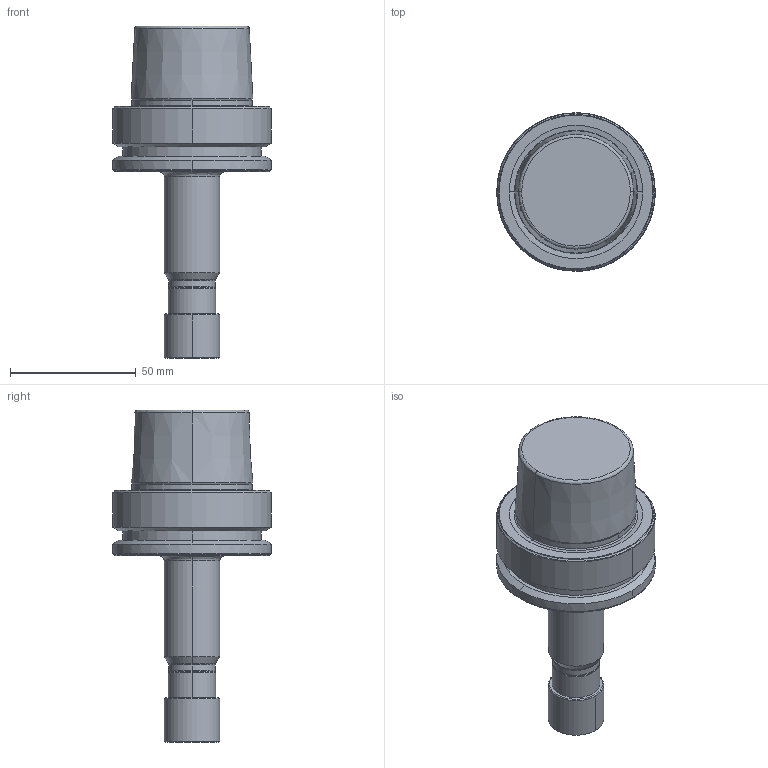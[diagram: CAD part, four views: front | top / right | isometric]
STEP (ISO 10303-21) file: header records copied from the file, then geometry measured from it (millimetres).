
FILE_DESCRIPTION (( 'STEP AP203' ), '1' );
FILE_NAME ('HSK-A 63 ER16M 100 2.5G 25000 SL.STEP', '2019-05-11T05:33:22', ( '' ), ( '' ), 'SwSTEP 2.0', 'SolidWorks 2014', '' );
FILE_SCHEMA (( 'CONFIG_CONTROL_DESIGN' ));
Length unit declared in the file: millimetre
Products named in the file (1): HSK-A  63 ER16M 100 2.5G 25000 SL
Bounding box: 63 x 63 x 131.9 mm (x, y, z)
Volume: 159249.5 mm3; surface area: 21665.4 mm2
Topology: 1 solids, 1 shells, 84 faces, 216 edges, 139 vertices
Faces by surface type: cone 26, bspline 23, cylinder 16, plane 13, torus 6
Entity records: 3311 total; most frequent: CARTESIAN_POINT 1322, ORIENTED_EDGE 432, DIRECTION 388, EDGE_CURVE 216, AXIS2_PLACEMENT_3D 173, VERTEX_POINT 139, CIRCLE 111, EDGE_LOOP 89
